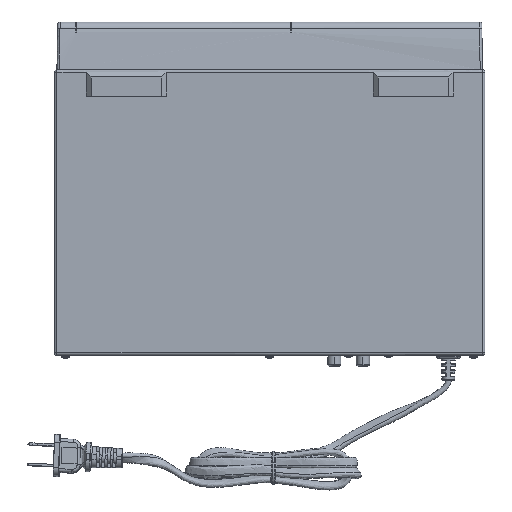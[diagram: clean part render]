
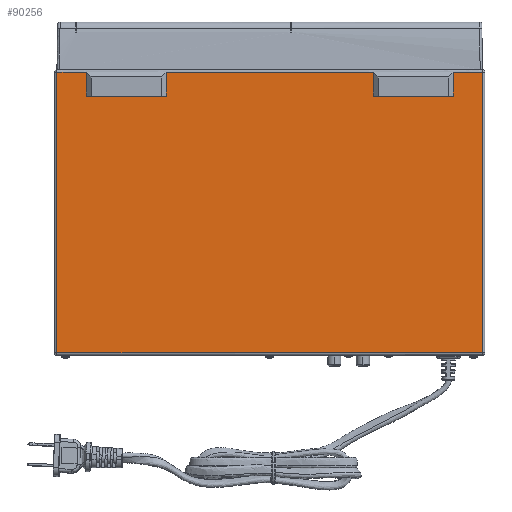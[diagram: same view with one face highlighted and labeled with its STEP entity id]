
A CAD part, front view. The second image highlights one B-rep face of the part: STEP entity #90256.
In plain terms, the highlighted free-form (B-spline) face has degree [1, 1] with [2, 2] control points.
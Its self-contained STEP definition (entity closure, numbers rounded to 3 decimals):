
#90256 = ADVANCED_FACE('',(#90257),#90343,.T.);
#90257 = FACE_BOUND('',#90258,.T.);
#90258 = EDGE_LOOP('',(#90259,#90268,#90275,#90282,#90289,#90296,#90303,
    #90310,#90317,#90324,#90331,#90338));
#90259 = ORIENTED_EDGE('',*,*,#90260,.F.);
#90260 = EDGE_CURVE('',#90261,#90263,#90265,.T.);
#90261 = VERTEX_POINT('',#90262);
#90262 = CARTESIAN_POINT('',(86.134,0.,76.886));
#90263 = VERTEX_POINT('',#90264);
#90264 = CARTESIAN_POINT('',(152.391,0.,76.886));
#90265 = B_SPLINE_CURVE_WITH_KNOTS('',1,(#90266,#90267),.UNSPECIFIED.,
  .F.,.F.,(2,2),(-50.,0.),.PIECEWISE_BEZIER_KNOTS.);
#90266 = CARTESIAN_POINT('',(86.134,0.,76.886));
#90267 = CARTESIAN_POINT('',(152.391,0.,76.886));
#90268 = ORIENTED_EDGE('',*,*,#90269,.F.);
#90269 = EDGE_CURVE('',#90270,#90261,#90272,.T.);
#90270 = VERTEX_POINT('',#90271);
#90271 = CARTESIAN_POINT('',(86.134,0.,96.763));
#90272 = B_SPLINE_CURVE_WITH_KNOTS('',1,(#90273,#90274),.UNSPECIFIED.,
  .F.,.F.,(2,2),(0.,15.),.PIECEWISE_BEZIER_KNOTS.);
#90273 = CARTESIAN_POINT('',(86.134,0.,96.763));
#90274 = CARTESIAN_POINT('',(86.134,0.,76.886));
#90275 = ORIENTED_EDGE('',*,*,#90276,.T.);
#90276 = EDGE_CURVE('',#90270,#90277,#90279,.T.);
#90277 = VERTEX_POINT('',#90278);
#90278 = CARTESIAN_POINT('',(-86.134,0.,96.763));
#90279 = B_SPLINE_CURVE_WITH_KNOTS('',1,(#90280,#90281),.UNSPECIFIED.,
  .F.,.F.,(2,2),(-65.,65.),.PIECEWISE_BEZIER_KNOTS.);
#90280 = CARTESIAN_POINT('',(86.134,0.,96.763));
#90281 = CARTESIAN_POINT('',(-86.134,0.,96.763));
#90282 = ORIENTED_EDGE('',*,*,#90283,.F.);
#90283 = EDGE_CURVE('',#90284,#90277,#90286,.T.);
#90284 = VERTEX_POINT('',#90285);
#90285 = CARTESIAN_POINT('',(-86.134,0.,76.886));
#90286 = B_SPLINE_CURVE_WITH_KNOTS('',1,(#90287,#90288),.UNSPECIFIED.,
  .F.,.F.,(2,2),(-15.,0.),.PIECEWISE_BEZIER_KNOTS.);
#90287 = CARTESIAN_POINT('',(-86.134,0.,76.886));
#90288 = CARTESIAN_POINT('',(-86.134,0.,96.763));
#90289 = ORIENTED_EDGE('',*,*,#90290,.F.);
#90290 = EDGE_CURVE('',#90291,#90284,#90293,.T.);
#90291 = VERTEX_POINT('',#90292);
#90292 = CARTESIAN_POINT('',(-152.391,0.,76.886));
#90293 = B_SPLINE_CURVE_WITH_KNOTS('',1,(#90294,#90295),.UNSPECIFIED.,
  .F.,.F.,(2,2),(0.,50.),.PIECEWISE_BEZIER_KNOTS.);
#90294 = CARTESIAN_POINT('',(-152.391,0.,76.886));
#90295 = CARTESIAN_POINT('',(-86.134,0.,76.886));
#90296 = ORIENTED_EDGE('',*,*,#90297,.F.);
#90297 = EDGE_CURVE('',#90298,#90291,#90300,.T.);
#90298 = VERTEX_POINT('',#90299);
#90299 = CARTESIAN_POINT('',(-152.391,0.,96.763));
#90300 = B_SPLINE_CURVE_WITH_KNOTS('',1,(#90301,#90302),.UNSPECIFIED.,
  .F.,.F.,(2,2),(0.,15.),.PIECEWISE_BEZIER_KNOTS.);
#90301 = CARTESIAN_POINT('',(-152.391,0.,96.763));
#90302 = CARTESIAN_POINT('',(-152.391,0.,76.886));
#90303 = ORIENTED_EDGE('',*,*,#90304,.T.);
#90304 = EDGE_CURVE('',#90298,#90305,#90307,.T.);
#90305 = VERTEX_POINT('',#90306);
#90306 = CARTESIAN_POINT('',(-176.908,0.,96.763));
#90307 = B_SPLINE_CURVE_WITH_KNOTS('',1,(#90308,#90309),.UNSPECIFIED.,
  .F.,.F.,(2,2),(115.,133.501),.PIECEWISE_BEZIER_KNOTS.);
#90308 = CARTESIAN_POINT('',(-152.391,0.,96.763));
#90309 = CARTESIAN_POINT('',(-176.908,0.,96.763));
#90310 = ORIENTED_EDGE('',*,*,#90311,.T.);
#90311 = EDGE_CURVE('',#90305,#90312,#90314,.T.);
#90312 = VERTEX_POINT('',#90313);
#90313 = CARTESIAN_POINT('',(-176.908,0.,-136.517));
#90314 = B_SPLINE_CURVE_WITH_KNOTS('',1,(#90315,#90316),.UNSPECIFIED.,
  .F.,.F.,(2,2),(-177.542,-1.5),.PIECEWISE_BEZIER_KNOTS.);
#90315 = CARTESIAN_POINT('',(-176.908,0.,96.763));
#90316 = CARTESIAN_POINT('',(-176.908,0.,-136.517));
#90317 = ORIENTED_EDGE('',*,*,#90318,.T.);
#90318 = EDGE_CURVE('',#90312,#90319,#90321,.T.);
#90319 = VERTEX_POINT('',#90320);
#90320 = CARTESIAN_POINT('',(176.908,0.,-136.517));
#90321 = B_SPLINE_CURVE_WITH_KNOTS('',1,(#90322,#90323),.UNSPECIFIED.,
  .F.,.F.,(2,2),(-268.502,-1.5),.PIECEWISE_BEZIER_KNOTS.);
#90322 = CARTESIAN_POINT('',(-176.908,0.,-136.517));
#90323 = CARTESIAN_POINT('',(176.908,0.,-136.517));
#90324 = ORIENTED_EDGE('',*,*,#90325,.T.);
#90325 = EDGE_CURVE('',#90319,#90326,#90328,.T.);
#90326 = VERTEX_POINT('',#90327);
#90327 = CARTESIAN_POINT('',(176.908,0.,96.763));
#90328 = B_SPLINE_CURVE_WITH_KNOTS('',1,(#90329,#90330),.UNSPECIFIED.,
  .F.,.F.,(2,2),(-177.542,-1.5),.PIECEWISE_BEZIER_KNOTS.);
#90329 = CARTESIAN_POINT('',(176.908,0.,-136.517));
#90330 = CARTESIAN_POINT('',(176.908,0.,96.763));
#90331 = ORIENTED_EDGE('',*,*,#90332,.T.);
#90332 = EDGE_CURVE('',#90326,#90333,#90335,.T.);
#90333 = VERTEX_POINT('',#90334);
#90334 = CARTESIAN_POINT('',(152.391,0.,96.763));
#90335 = B_SPLINE_CURVE_WITH_KNOTS('',1,(#90336,#90337),.UNSPECIFIED.,
  .F.,.F.,(2,2),(-133.501,-115.),.PIECEWISE_BEZIER_KNOTS.);
#90336 = CARTESIAN_POINT('',(176.908,0.,96.763));
#90337 = CARTESIAN_POINT('',(152.391,0.,96.763));
#90338 = ORIENTED_EDGE('',*,*,#90339,.F.);
#90339 = EDGE_CURVE('',#90263,#90333,#90340,.T.);
#90340 = B_SPLINE_CURVE_WITH_KNOTS('',1,(#90341,#90342),.UNSPECIFIED.,
  .F.,.F.,(2,2),(-15.,0.),.PIECEWISE_BEZIER_KNOTS.);
#90341 = CARTESIAN_POINT('',(152.391,0.,76.886));
#90342 = CARTESIAN_POINT('',(152.391,0.,96.763));
#90343 = B_SPLINE_SURFACE_WITH_KNOTS('',1,1,(
    (#90344,#90345)
    ,(#90346,#90347
    )),.UNSPECIFIED.,.F.,.F.,.F.,(2,2),(2,2),(-73.021,103.021),(-133.501
    ,133.501),.PIECEWISE_BEZIER_KNOTS.);
#90344 = CARTESIAN_POINT('',(-176.908,0.,96.763));
#90345 = CARTESIAN_POINT('',(176.908,0.,96.763));
#90346 = CARTESIAN_POINT('',(-176.908,0.,-136.517));
#90347 = CARTESIAN_POINT('',(176.908,0.,-136.517));
